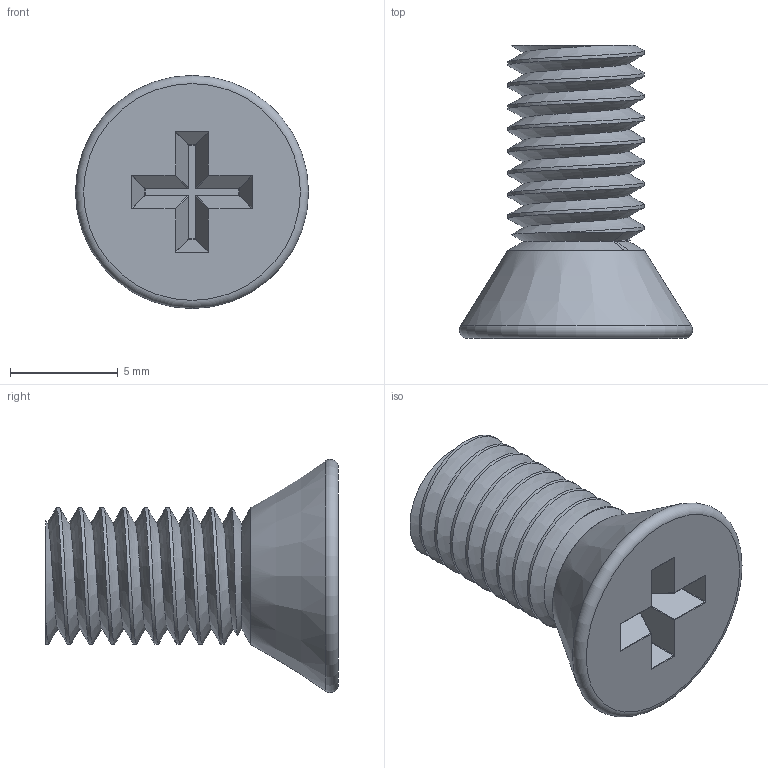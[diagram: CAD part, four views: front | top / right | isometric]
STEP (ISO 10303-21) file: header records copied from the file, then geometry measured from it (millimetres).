
FILE_DESCRIPTION(/* description */ ('Alibre Inc.'),/* implementation_level */ '2;1');
FILE_NAME(/* name */ 'export0',/* time_stamp */ '2016-04-12T11:21:23-05:00',/* author */ (''),/* organization */ (''),/* preprocessor_version */ 'ST-DEVELOPER v14',/* originating_system */ 'Alibre',/* authorisation */ '');
FILE_SCHEMA (('CONFIG_CONTROL_DESIGN'));
Length unit declared in the file: centimetre
Products named in the file (1): ID_1
Bounding box: 10.82 x 13.59 x 10.82 mm (x, y, z)
Volume: 485.8 mm3; surface area: 579.9 mm2
Topology: 1 solids, 1 shells, 84 faces, 176 edges, 96 vertices
Faces by surface type: cylinder 38, bspline 16, plane 16, sphere 12, torus 1, cone 1
Full cylindrical faces by diameter (mm): 6.35 x1
Entity records: 4090 total; most frequent: CARTESIAN_POINT 2264, DIRECTION 369, ORIENTED_EDGE 348, EDGE_CURVE 174, AXIS2_PLACEMENT_3D 156, VERTEX_POINT 96, EDGE_LOOP 88, FACE_BOUND 88
